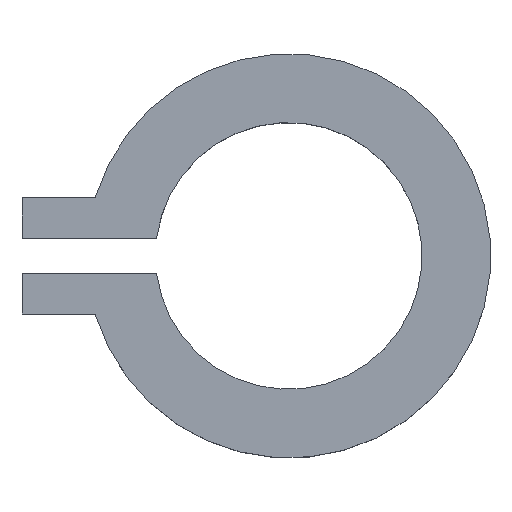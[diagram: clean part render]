
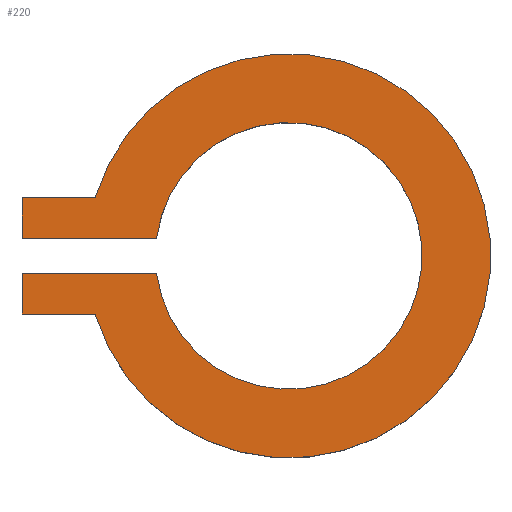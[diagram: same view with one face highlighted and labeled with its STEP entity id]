
A CAD part, top view. The second image highlights one B-rep face of the part: STEP entity #220.
In plain terms, the highlighted planar face has unit normal (0, 0, 1).
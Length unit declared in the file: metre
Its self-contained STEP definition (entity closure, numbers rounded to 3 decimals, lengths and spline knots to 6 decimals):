
#18=LINE('',#328,#38);
#22=LINE('',#336,#42);
#25=LINE('',#344,#45);
#29=LINE('',#358,#49);
#32=LINE('',#364,#52);
#35=LINE('',#372,#55);
#38=VECTOR('',#265,1.);
#42=VECTOR('',#271,1.);
#45=VECTOR('',#278,1.);
#49=VECTOR('',#292,1.);
#52=VECTOR('',#297,1.);
#55=VECTOR('',#304,1.);
#92=ORIENTED_EDGE('',*,*,#115,.F.);
#93=ORIENTED_EDGE('',*,*,#119,.T.);
#94=ORIENTED_EDGE('',*,*,#123,.T.);
#95=ORIENTED_EDGE('',*,*,#126,.F.);
#96=ORIENTED_EDGE('',*,*,#130,.F.);
#97=ORIENTED_EDGE('',*,*,#133,.T.);
#98=ORIENTED_EDGE('',*,*,#137,.T.);
#99=ORIENTED_EDGE('',*,*,#139,.T.);
#115=EDGE_CURVE('',#143,#144,#18,.T.);
#119=EDGE_CURVE('',#143,#146,#22,.T.);
#123=EDGE_CURVE('',#146,#149,#25,.T.);
#126=EDGE_CURVE('',#151,#149,#163,.T.);
#130=EDGE_CURVE('',#154,#151,#29,.T.);
#133=EDGE_CURVE('',#154,#156,#32,.T.);
#137=EDGE_CURVE('',#156,#159,#35,.T.);
#139=EDGE_CURVE('',#159,#144,#167,.T.);
#143=VERTEX_POINT('',#327);
#144=VERTEX_POINT('',#329);
#146=VERTEX_POINT('',#335);
#149=VERTEX_POINT('',#343);
#151=VERTEX_POINT('',#349);
#154=VERTEX_POINT('',#357);
#156=VERTEX_POINT('',#363);
#159=VERTEX_POINT('',#371);
#163=CIRCLE('',#244,0.016764);
#167=CIRCLE('',#252,0.0254);
#180=EDGE_LOOP('',(#92,#93,#94,#95,#96,#97,#98,#99));
#198=FACE_BOUND('',#180,.T.);
#210=PLANE('',#253);
#220=ADVANCED_FACE('',(#198),#210,.T.);
#244=AXIS2_PLACEMENT_3D('',#350,#284,#285);
#252=AXIS2_PLACEMENT_3D('',#375,#309,#310);
#253=AXIS2_PLACEMENT_3D('',#376,#311,#312);
#265=DIRECTION('',(1.,0.,0.));
#271=DIRECTION('',(0.,-1.,0.));
#278=DIRECTION('',(1.,0.,0.));
#284=DIRECTION('',(0.,0.,1.));
#285=DIRECTION('',(1.,0.,0.));
#292=DIRECTION('',(1.,0.,0.));
#297=DIRECTION('',(0.,-1.,0.));
#304=DIRECTION('',(1.,0.,0.));
#309=DIRECTION('',(0.,0.,1.));
#310=DIRECTION('',(1.,0.,0.));
#311=DIRECTION('',(0.,0.,1.));
#312=DIRECTION('',(1.,0.,0.));
#327=CARTESIAN_POINT('',(-0.033528,0.007303,0.0127));
#328=CARTESIAN_POINT('',(-0.028928,0.007303,0.0127));
#329=CARTESIAN_POINT('',(-0.024328,0.007303,0.0127));
#335=CARTESIAN_POINT('',(-0.033528,0.002223,0.0127));
#336=CARTESIAN_POINT('',(-0.033528,0.004763,0.0127));
#343=CARTESIAN_POINT('',(-0.016616,0.002223,0.0127));
#344=CARTESIAN_POINT('',(-0.025072,0.002223,0.0127));
#349=CARTESIAN_POINT('',(-0.016616,-0.002223,0.0127));
#350=CARTESIAN_POINT('',(0.,0.,0.0127));
#357=CARTESIAN_POINT('',(-0.033528,-0.002223,0.0127));
#358=CARTESIAN_POINT('',(-0.025072,-0.002223,0.0127));
#363=CARTESIAN_POINT('',(-0.033528,-0.007303,0.0127));
#364=CARTESIAN_POINT('',(-0.033528,-0.004763,0.0127));
#371=CARTESIAN_POINT('',(-0.024328,-0.007303,0.0127));
#372=CARTESIAN_POINT('',(-0.028928,-0.007303,0.0127));
#375=CARTESIAN_POINT('',(0.,0.,0.0127));
#376=CARTESIAN_POINT('',(-0.004064,0.,0.0127));
